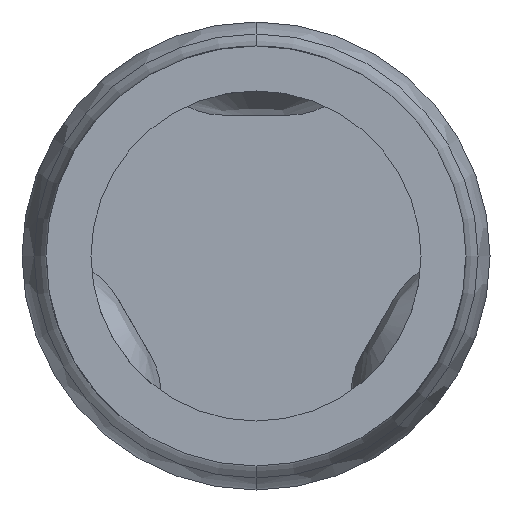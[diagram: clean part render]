
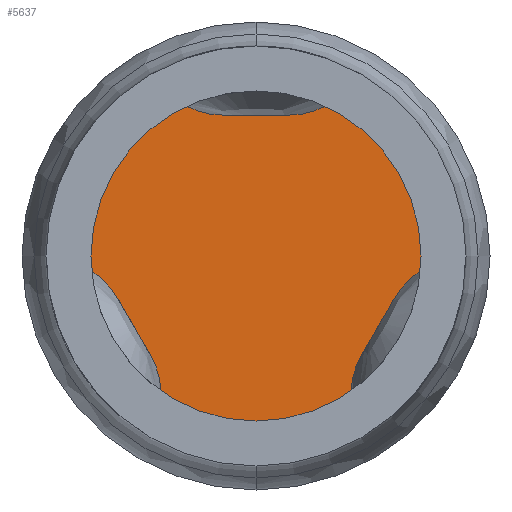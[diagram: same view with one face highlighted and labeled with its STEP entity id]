
A CAD part, front view. The second image highlights one B-rep face of the part: STEP entity #5637.
In plain terms, the highlighted planar face has unit normal (0, -1, 0).
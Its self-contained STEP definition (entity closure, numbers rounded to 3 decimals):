
#281 = AXIS2_PLACEMENT_3D ( 'NONE', #1594, #1974, #4666 ) ;
#302 = VERTEX_POINT ( 'NONE', #4914 ) ;
#971 = PLANE ( 'NONE',  #5244 ) ;
#1594 = CARTESIAN_POINT ( 'NONE',  ( 0., -27.8, 0. ) ) ;
#1792 = DIRECTION ( 'NONE',  ( 0., 0., 1. ) ) ;
#1881 = ORIENTED_EDGE ( 'NONE', *, *, #3677, .F. ) ;
#1974 = DIRECTION ( 'NONE',  ( 0., 1., 0. ) ) ;
#2180 = DIRECTION ( 'NONE',  ( 0., 0., -1. ) ) ;
#2447 = VERTEX_POINT ( 'NONE', #2908 ) ;
#2638 = CARTESIAN_POINT ( 'NONE',  ( 0., -27.8, 0. ) ) ;
#2880 = ORIENTED_EDGE ( 'NONE', *, *, #3483, .F. ) ;
#2908 = CARTESIAN_POINT ( 'NONE',  ( 0., -27.8, 0.276 ) ) ;
#2981 = FACE_OUTER_BOUND ( 'NONE', #4150, .T. ) ;
#3214 = CIRCLE ( 'NONE', #281, 0.276 ) ;
#3483 = EDGE_CURVE ( 'Defeature ausgef�hrt1_0+Defeature ausgef�hrt1_43+Defeature ausgef�hrt1_43+Defeature ausgef�hrt1_43', #302, #2447, #4808, .T. ) ;
#3677 = EDGE_CURVE ( 'Defeature ausgef�hrt1_0+Defeature ausgef�hrt1_43+Defeature ausgef�hrt1_43+Defeature ausgef�hrt1_43', #2447, #302, #3214, .T. ) ;
#4150 = EDGE_LOOP ( 'NONE', ( #1881, #2880 ) ) ;
#4666 = DIRECTION ( 'NONE',  ( 0., 0., -1. ) ) ;
#4808 = CIRCLE ( 'NONE', #5387, 0.276 ) ;
#4810 = CARTESIAN_POINT ( 'NONE',  ( 0., -27.8, 0. ) ) ;
#4883 = DIRECTION ( 'NONE',  ( 0., 1., 0. ) ) ;
#4914 = CARTESIAN_POINT ( 'NONE',  ( 0., -27.8, -0.276 ) ) ;
#5114 = DIRECTION ( 'NONE',  ( 0., 1., 0. ) ) ;
#5244 = AXIS2_PLACEMENT_3D ( 'NONE', #2638, #4883, #1792 ) ;
#5387 = AXIS2_PLACEMENT_3D ( 'NONE', #4810, #5114, #2180 ) ;
#5637 = ADVANCED_FACE ( 'Defeature ausgef�hrt1_43', ( #2981 ), #971, .F. ) ;
